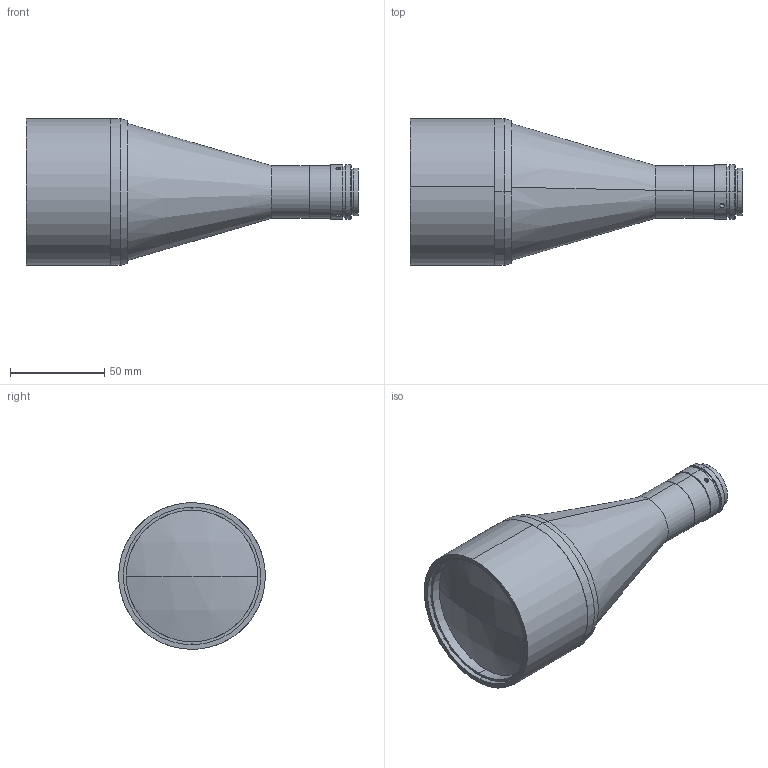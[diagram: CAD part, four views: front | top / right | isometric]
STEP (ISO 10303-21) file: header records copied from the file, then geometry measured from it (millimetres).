
FILE_DESCRIPTION (( 'STEP AP203' ), '1' );
FILE_NAME ('XF-5MDT018X110.STEP', '2015-07-30T03:42:55', ( 'Lxtx999.CoM' ), ( 'Lxtx999.CoM' ), 'SwSTEP 2.0', 'SolidWorks 2014', '' );
FILE_SCHEMA (( 'CONFIG_CONTROL_DESIGN' ));
Length unit declared in the file: millimetre
Products named in the file (1): XF-5MDT018X110
Bounding box: 176.47 x 78 x 78 mm (x, y, z)
Surface area: 42353.4 mm2 (no closed solid volume)
Topology: 0 solids, 11 shells, 74 faces, 190 edges, 130 vertices
Faces by surface type: cylinder 38, plane 26, cone 6, sphere 4
Entity records: 2549 total; most frequent: CARTESIAN_POINT 623, DIRECTION 430, ORIENTED_EDGE 316, EDGE_CURVE 190, AXIS2_PLACEMENT_3D 177, VERTEX_POINT 130, CIRCLE 102, EDGE_LOOP 89
